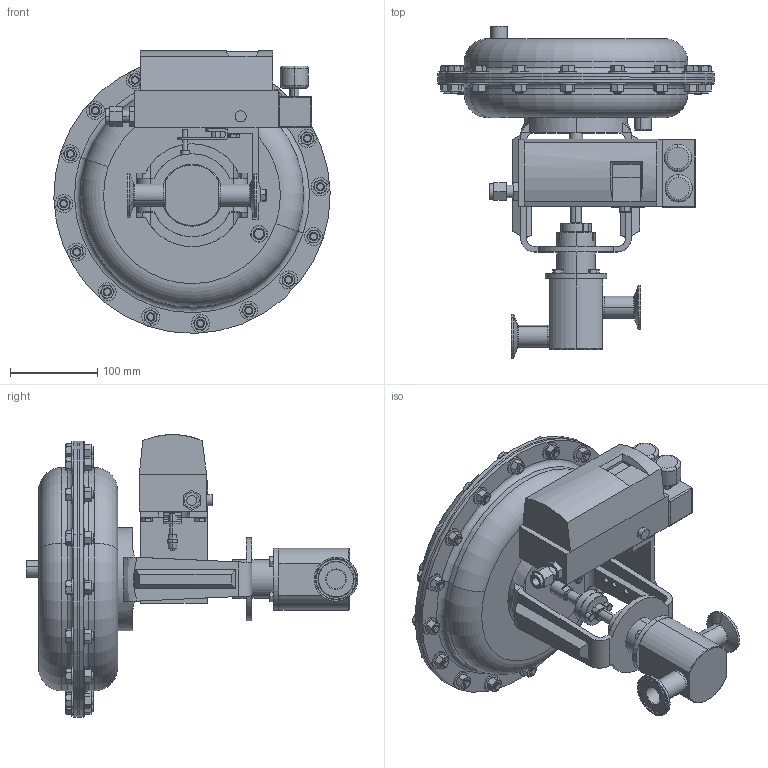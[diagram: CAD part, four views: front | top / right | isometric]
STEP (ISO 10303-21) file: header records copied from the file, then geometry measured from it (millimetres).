
FILE_DESCRIPTION (( 'STEP AP203' ), '1' );
FILE_NAME ('978ENSP-100-JD-55M-16IQ.STEP', '2017-06-12T20:01:49', ( '' ), ( '' ), 'SwSTEP 2.0', 'SolidWorks 2014', '' );
FILE_SCHEMA (( 'CONFIG_CONTROL_DESIGN' ));
Length unit declared in the file: inch
Products named in the file (2): 978ENSP-100-JD-55M-16IQ
Bounding box: 317.42 x 381.33 x 324.8 mm (x, y, z)
Volume: 6939961.7 mm3; surface area: 457685.7 mm2
Topology: 1 solids, 1 shells, 1248 faces, 2848 edges, 1737 vertices
Faces by surface type: plane 519, cone 422, cylinder 265, torus 36, bspline 4, sphere 2
Entity records: 37589 total; most frequent: CARTESIAN_POINT 10049, ORIENTED_EDGE 5688, DIRECTION 5636, EDGE_CURVE 2844, AXIS2_PLACEMENT_3D 2272, VERTEX_POINT 1737, EDGE_LOOP 1403, ADVANCED_FACE 1248
